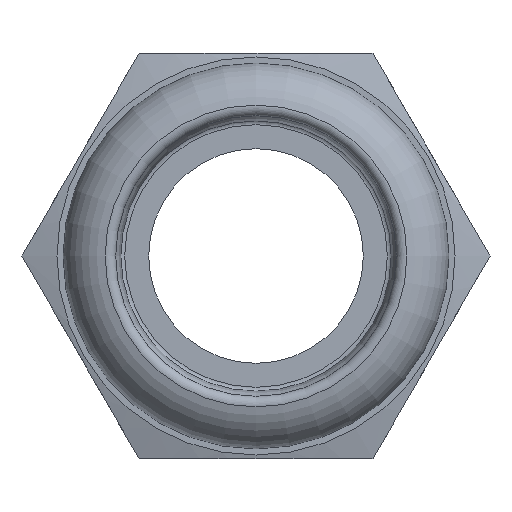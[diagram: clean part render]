
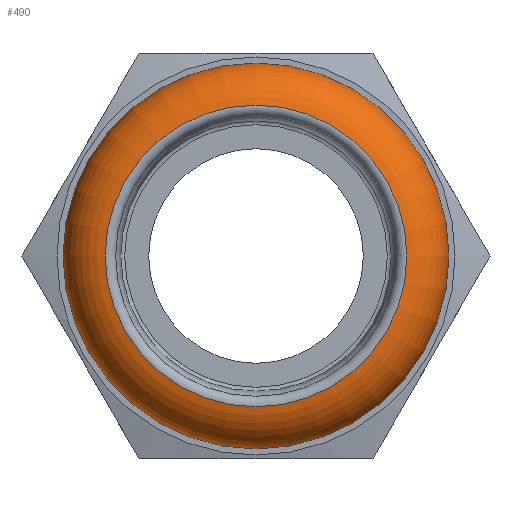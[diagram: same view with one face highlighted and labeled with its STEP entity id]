
A CAD part, front view. The second image highlights one B-rep face of the part: STEP entity #490.
In plain terms, the highlighted toroidal (fillet/blend) face has major radius 9.489 mm and minor radius 3.367 mm.
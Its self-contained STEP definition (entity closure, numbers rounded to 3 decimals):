
#88=FACE_OUTER_BOUND('',#116,.T.);
#116=EDGE_LOOP('',(#327,#328,#329,#330,#331,#332));
#148=CIRCLE('',#539,10.65);
#149=CIRCLE('',#540,10.65);
#150=CIRCLE('',#541,3.367);
#151=CIRCLE('',#542,10.05);
#152=CIRCLE('',#543,10.05);
#195=VERTEX_POINT('',#784);
#196=VERTEX_POINT('',#785);
#197=VERTEX_POINT('',#788);
#198=VERTEX_POINT('',#790);
#249=EDGE_CURVE('',#195,#196,#148,.T.);
#250=EDGE_CURVE('',#196,#195,#149,.T.);
#251=EDGE_CURVE('',#196,#197,#150,.T.);
#252=EDGE_CURVE('',#197,#198,#151,.T.);
#253=EDGE_CURVE('',#198,#197,#152,.T.);
#327=ORIENTED_EDGE('',*,*,#249,.F.);
#328=ORIENTED_EDGE('',*,*,#250,.F.);
#329=ORIENTED_EDGE('',*,*,#251,.T.);
#330=ORIENTED_EDGE('',*,*,#252,.T.);
#331=ORIENTED_EDGE('',*,*,#253,.T.);
#332=ORIENTED_EDGE('',*,*,#251,.F.);
#483=TOROIDAL_SURFACE('',#538,9.488,3.367);
#490=ADVANCED_FACE('',(#88),#483,.T.);
#538=AXIS2_PLACEMENT_3D('',#783,#615,#616);
#539=AXIS2_PLACEMENT_3D('',#786,#617,#618);
#540=AXIS2_PLACEMENT_3D('',#787,#619,#620);
#541=AXIS2_PLACEMENT_3D('',#789,#621,#622);
#542=AXIS2_PLACEMENT_3D('',#791,#623,#624);
#543=AXIS2_PLACEMENT_3D('',#792,#625,#626);
#615=DIRECTION('center_axis',(0.,1.,0.));
#616=DIRECTION('ref_axis',(0.,0.,1.));
#617=DIRECTION('center_axis',(0.,1.,0.));
#618=DIRECTION('ref_axis',(0.,0.,1.));
#619=DIRECTION('center_axis',(0.,1.,0.));
#620=DIRECTION('ref_axis',(0.,0.,1.));
#621=DIRECTION('center_axis',(-1.,0.,0.));
#622=DIRECTION('ref_axis',(0.,0.,-1.));
#623=DIRECTION('center_axis',(0.,1.,0.));
#624=DIRECTION('ref_axis',(0.,0.,1.));
#625=DIRECTION('center_axis',(0.,1.,0.));
#626=DIRECTION('ref_axis',(0.,0.,1.));
#783=CARTESIAN_POINT('Origin',(0.,-17.172,0.));
#784=CARTESIAN_POINT('',(0.,-14.011,10.65));
#785=CARTESIAN_POINT('',(0.,-14.011,-10.65));
#786=CARTESIAN_POINT('Origin',(0.,-14.011,0.));
#787=CARTESIAN_POINT('Origin',(0.,-14.011,0.));
#788=CARTESIAN_POINT('',(0.,-20.492,-10.05));
#789=CARTESIAN_POINT('Origin',(0.,-17.172,
-9.488));
#790=CARTESIAN_POINT('',(0.,-20.492,10.05));
#791=CARTESIAN_POINT('Origin',(0.,-20.492,0.));
#792=CARTESIAN_POINT('Origin',(0.,-20.492,0.));
